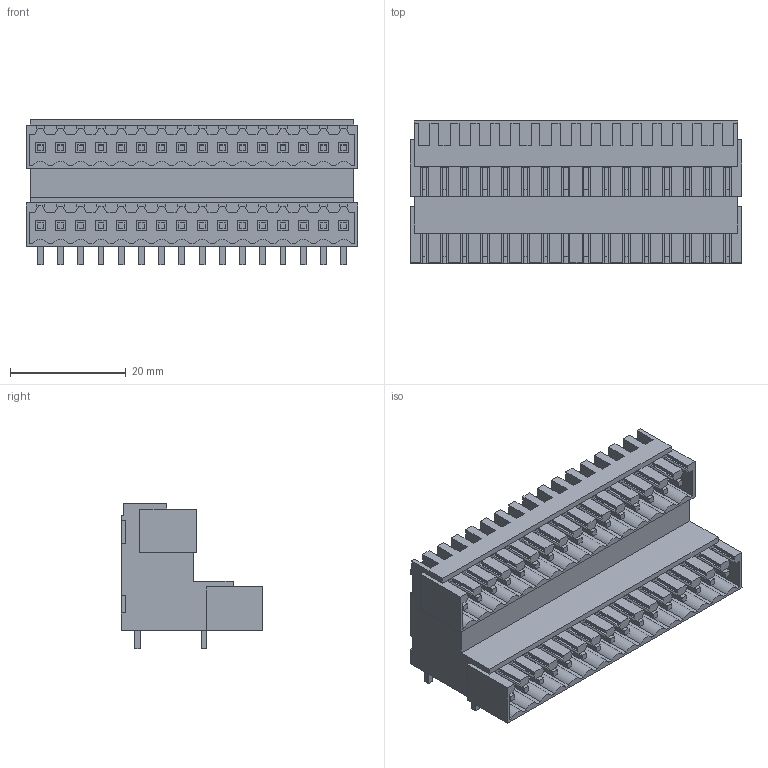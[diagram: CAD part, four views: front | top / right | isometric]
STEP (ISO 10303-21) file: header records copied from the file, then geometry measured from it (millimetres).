
FILE_DESCRIPTION(('CATIA V5 STEP Exchange','CAx-IF Rec.Pracs.--- Model Styling and Organization---1.4--- 2014-01-23'),'2;1');
FILE_NAME ('D1454180_2_1642310000_1642310000.stp','2022-07-29T06:02:38+00:00',('none'),('Weidmueller'),'CATIA Version 5-6 Release 2016 SP3 HF44','CATIA V5 STEP AP214','none');
FILE_SCHEMA(('AUTOMOTIVE_DESIGN { 1 0 10303 214 1 1 1 1 }'));
Length unit declared in the file: millimetre
Products named in the file (1): 1642310000
Bounding box: 57.4 x 24.55 x 25.2 mm (x, y, z)
Volume: 12994.3 mm3; surface area: 16380 mm2
Topology: 33 solids, 33 shells, 1733 faces, 4718 edges, 3114 vertices
Faces by surface type: plane 1573, cylinder 160
Entity records: 48705 total; most frequent: ORIENTED_EDGE 9436, CARTESIAN_POINT 9027, DIRECTION 6054, EDGE_CURVE 4718, VECTOR 4398, LINE 4398, VERTEX_POINT 3114, EDGE_LOOP 1860
